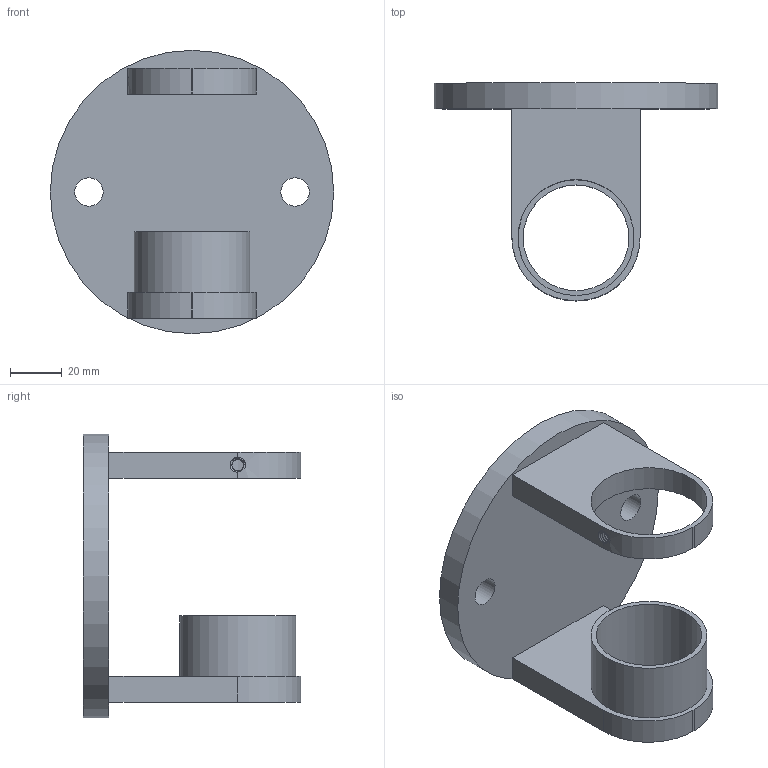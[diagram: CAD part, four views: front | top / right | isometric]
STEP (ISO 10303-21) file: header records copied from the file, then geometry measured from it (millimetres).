
FILE_DESCRIPTION(/* description */ (''),/* implementation_level */ '2;1');
FILE_NAME(/* name */ 'Wandanker_geschlieffen_X237.stp',/* time_stamp */ '2017-07-09T18:08:29+02:00',/* author */ (''),/* organization */ (''),/* preprocessor_version */ 'ST-DEVELOPER v16',/* originating_system */ 'SIEMENS PLM Software NX 11.0',/* authorisation */ '');
FILE_SCHEMA (('AUTOMOTIVE_DESIGN { 1 0 10303 214 3 1 1 1 }'));
Length unit declared in the file: millimetre
Products named in the file (1): Goge27002CBEtxna
Bounding box: 110 x 84.5 x 110 mm (x, y, z)
Volume: 139226.1 mm3; surface area: 44360.6 mm2
Topology: 3 solids, 3 shells, 29 faces, 69 edges, 47 vertices
Faces by surface type: plane 15, cylinder 12, bspline 2
Full cylindrical faces by diameter (mm): 11 x2, 41 x1, 45 x2, 110 x1
Entity records: 1639 total; most frequent: CARTESIAN_POINT 916, DIRECTION 129, ORIENTED_EDGE 126, EDGE_CURVE 63, AXIS2_PLACEMENT_3D 50, VERTEX_POINT 46, EDGE_LOOP 45, LINE 29
